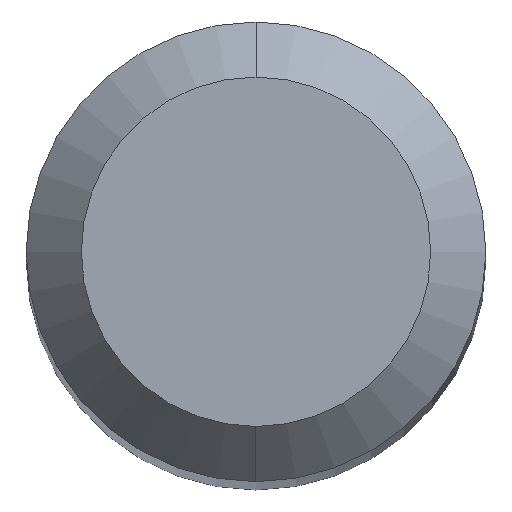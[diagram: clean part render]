
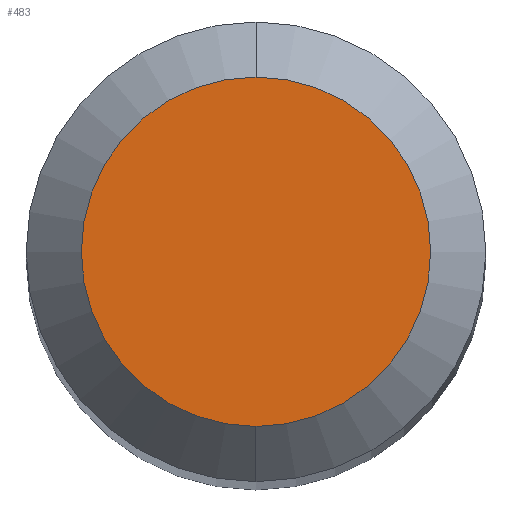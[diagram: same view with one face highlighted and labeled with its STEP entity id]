
A CAD part, top view. The second image highlights one B-rep face of the part: STEP entity #483.
In plain terms, the highlighted planar face has unit normal (0, 0, 1).
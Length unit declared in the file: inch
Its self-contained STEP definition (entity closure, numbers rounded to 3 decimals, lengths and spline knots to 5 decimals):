
#3 = CARTESIAN_POINT ( 'NONE',  ( 0., 0., 0. ) ) ;
#6 = DIRECTION ( 'NONE',  ( 0., 0., 1. ) ) ;
#20 = AXIS2_PLACEMENT_3D ( 'NONE', #3, #6, #285 ) ;
#21 = AXIS2_PLACEMENT_3D ( 'NONE', #359, #133, #261 ) ;
#39 = PLANE ( 'NONE',  #21 ) ;
#80 = AXIS2_PLACEMENT_3D ( 'NONE', #460, #273, #284 ) ;
#105 = CARTESIAN_POINT ( 'NONE',  ( 0., 0.0475, 0. ) ) ;
#133 = DIRECTION ( 'NONE',  ( 0., 0., -1. ) ) ;
#169 = VERTEX_POINT ( 'NONE', #105 ) ;
#205 = EDGE_LOOP ( 'NONE', ( #267, #341 ) ) ;
#248 = CARTESIAN_POINT ( 'NONE',  ( 0., -0.0475, 0. ) ) ;
#256 = CIRCLE ( 'NONE', #20, 0.0475 ) ;
#261 = DIRECTION ( 'NONE',  ( 0., 1., 0. ) ) ;
#267 = ORIENTED_EDGE ( 'NONE', *, *, #326, .T. ) ;
#273 = DIRECTION ( 'NONE',  ( 0., 0., 1. ) ) ;
#284 = DIRECTION ( 'NONE',  ( 0., -1., 0. ) ) ;
#285 = DIRECTION ( 'NONE',  ( 0., -1., 0. ) ) ;
#286 = VERTEX_POINT ( 'NONE', #248 ) ;
#326 = EDGE_CURVE ( 'NONE', #169, #286, #256, .T. ) ;
#341 = ORIENTED_EDGE ( 'NONE', *, *, #415, .T. ) ;
#359 = CARTESIAN_POINT ( 'NONE',  ( 0., 0.0475, 0. ) ) ;
#415 = EDGE_CURVE ( 'NONE', #286, #169, #437, .T. ) ;
#437 = CIRCLE ( 'NONE', #80, 0.0475 ) ;
#460 = CARTESIAN_POINT ( 'NONE',  ( 0., 0., 0. ) ) ;
#471 = FACE_OUTER_BOUND ( 'NONE', #205, .T. ) ;
#483 = ADVANCED_FACE ( 'NONE', ( #471 ), #39, .F. ) ;
